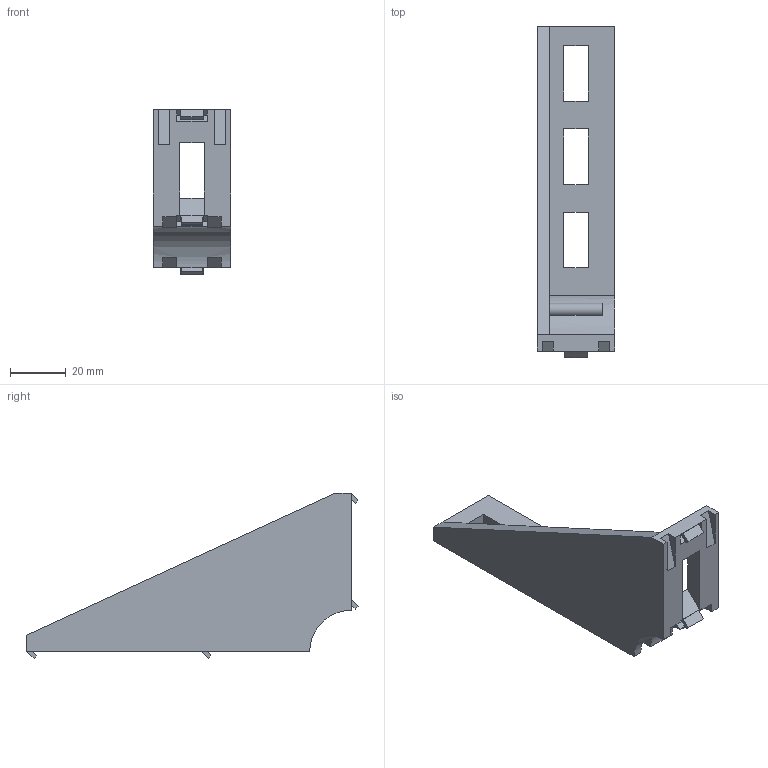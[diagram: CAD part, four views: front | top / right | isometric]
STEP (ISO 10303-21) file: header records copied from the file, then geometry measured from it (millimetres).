
FILE_DESCRIPTION(/* description */ ('STEP AP214'),/* implementation_level */ '2;1');
FILE_NAME(/* name */ '093W1171LN08',/* time_stamp */ '2022-09-13T12:00:39+02:00',/* author */ ('License CC BY-ND 4.0'),/* organization */ ('CADENAS'),/* preprocessor_version */ 'ST-DEVELOPER v18.102',/* originating_system */ 'PARTsolutions',/* authorisation */ ' ');
FILE_SCHEMA (('AUTOMOTIVE_DESIGN {1 0 10303 214 3 1 1}'));
Length unit declared in the file: millimetre
Products named in the file (1): 093W1171LN08
Bounding box: 28 x 119.39 x 59.39 mm (x, y, z)
Volume: 34157.3 mm3; surface area: 17034.5 mm2
Topology: 1 solids, 1 shells, 107 faces, 292 edges, 189 vertices
Faces by surface type: plane 104, cylinder 3
Entity records: 3352 total; most frequent: CARTESIAN_POINT 589, ORIENTED_EDGE 584, DIRECTION 524, EDGE_CURVE 292, LINE 276, VECTOR 276, VERTEX_POINT 189, AXIS2_PLACEMENT_3D 124
